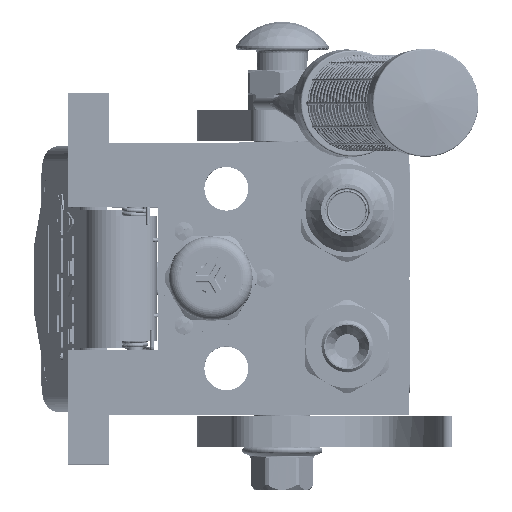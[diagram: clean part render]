
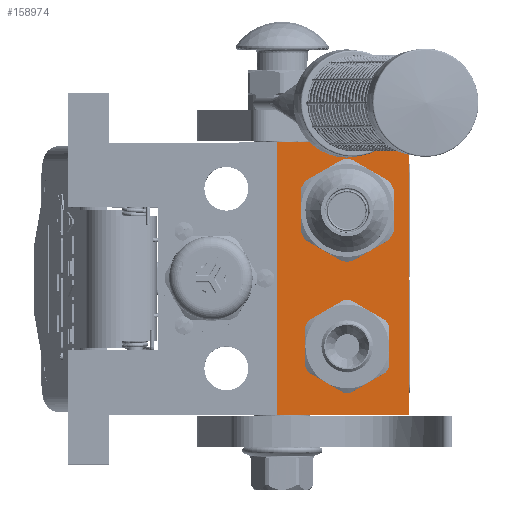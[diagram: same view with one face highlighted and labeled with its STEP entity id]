
A CAD part, top view. The second image highlights one B-rep face of the part: STEP entity #158974.
In plain terms, the highlighted face is planar.
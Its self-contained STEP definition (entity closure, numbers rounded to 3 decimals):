
#3478 = EDGE_CURVE ( 'NONE', #228911, #4672, #48405, .T. ) ;
#4672 = VERTEX_POINT ( 'NONE', #137728 ) ;
#14488 = VERTEX_POINT ( 'NONE', #168446 ) ;
#16235 = VECTOR ( 'NONE', #216696, 1000. ) ;
#17302 = DIRECTION ( 'NONE',  ( 0., -1., 0. ) ) ;
#18769 = VERTEX_POINT ( 'NONE', #159854 ) ;
#19582 = DIRECTION ( 'NONE',  ( 0., 0., -1. ) ) ;
#23492 = CARTESIAN_POINT ( 'NONE',  ( 22., 8.9, -20. ) ) ;
#24041 = EDGE_CURVE ( 'NONE', #95709, #4672, #120550, .T. ) ;
#25440 = CARTESIAN_POINT ( 'NONE',  ( -44., 8.9, 0. ) ) ;
#27601 = CARTESIAN_POINT ( 'NONE',  ( 0., 8.9, 0. ) ) ;
#27713 = CARTESIAN_POINT ( 'NONE',  ( 44., 8.9, 0. ) ) ;
#35484 = LINE ( 'NONE', #166538, #16235 ) ;
#36635 = CIRCLE ( 'NONE', #92170, 12.15 ) ;
#37646 = AXIS2_PLACEMENT_3D ( 'NONE', #71322, #17302, #19582 ) ;
#41758 = EDGE_LOOP ( 'NONE', ( #137048, #218592 ) ) ;
#48405 = LINE ( 'NONE', #27713, #172677 ) ;
#49756 = CIRCLE ( 'NONE', #37646, 12.15 ) ;
#51262 = CIRCLE ( 'NONE', #221321, 12.15 ) ;
#54202 = EDGE_CURVE ( 'NONE', #63260, #14488, #49756, .T. ) ;
#55164 = CARTESIAN_POINT ( 'NONE',  ( -44., 8.9, -42.5 ) ) ;
#63260 = VERTEX_POINT ( 'NONE', #163419 ) ;
#66434 = CARTESIAN_POINT ( 'NONE',  ( -22., 8.9, -20. ) ) ;
#70037 = VERTEX_POINT ( 'NONE', #157792 ) ;
#70738 = AXIS2_PLACEMENT_3D ( 'NONE', #27601, #96325, #151216 ) ;
#71322 = CARTESIAN_POINT ( 'NONE',  ( 22., 8.9, -20. ) ) ;
#74734 = DIRECTION ( 'NONE',  ( 0., -1., 0. ) ) ;
#83853 = EDGE_LOOP ( 'NONE', ( #115356, #159183 ) ) ;
#92170 = AXIS2_PLACEMENT_3D ( 'NONE', #23492, #110691, #215710 ) ;
#93294 = EDGE_CURVE ( 'NONE', #215826, #228911, #196913, .T. ) ;
#95709 = VERTEX_POINT ( 'NONE', #227409 ) ;
#96325 = DIRECTION ( 'NONE',  ( 0., -1., 0. ) ) ;
#100315 = DIRECTION ( 'NONE',  ( 0., -1., 0. ) ) ;
#110691 = DIRECTION ( 'NONE',  ( 0., -1., 0. ) ) ;
#113266 = EDGE_CURVE ( 'NONE', #14488, #63260, #36635, .T. ) ;
#115356 = ORIENTED_EDGE ( 'NONE', *, *, #145700, .F. ) ;
#120550 = LINE ( 'NONE', #55164, #178628 ) ;
#127199 = CARTESIAN_POINT ( 'NONE',  ( -22., 8.9, -20. ) ) ;
#130665 = CARTESIAN_POINT ( 'NONE',  ( 44., 8.9, 0. ) ) ;
#132744 = DIRECTION ( 'NONE',  ( 0., 0., -1. ) ) ;
#134216 = PLANE ( 'NONE',  #70738 ) ;
#134333 = CIRCLE ( 'NONE', #158983, 12.15 ) ;
#135067 = ORIENTED_EDGE ( 'NONE', *, *, #171435, .T. ) ;
#137048 = ORIENTED_EDGE ( 'NONE', *, *, #54202, .F. ) ;
#137728 = CARTESIAN_POINT ( 'NONE',  ( 44., 8.9, -42.5 ) ) ;
#138245 = DIRECTION ( 'NONE',  ( 1., 0., 0. ) ) ;
#143288 = DIRECTION ( 'NONE',  ( 1., 0., 0. ) ) ;
#145700 = EDGE_CURVE ( 'NONE', #70037, #18769, #134333, .T. ) ;
#150022 = VECTOR ( 'NONE', #138245, 1000. ) ;
#151216 = DIRECTION ( 'NONE',  ( 1., 0., 0. ) ) ;
#154455 = DIRECTION ( 'NONE',  ( 0., 0., 1. ) ) ;
#157792 = CARTESIAN_POINT ( 'NONE',  ( -22., 8.9, -32.15 ) ) ;
#158974 = ADVANCED_FACE ( 'NONE', ( #216261, #163788, #174990 ), #134216, .T. ) ;
#158983 = AXIS2_PLACEMENT_3D ( 'NONE', #127199, #74734, #181992 ) ;
#159183 = ORIENTED_EDGE ( 'NONE', *, *, #184854, .F. ) ;
#159854 = CARTESIAN_POINT ( 'NONE',  ( -22., 8.9, -7.85 ) ) ;
#163419 = CARTESIAN_POINT ( 'NONE',  ( 22., 8.9, -32.15 ) ) ;
#163788 = FACE_BOUND ( 'NONE', #83853, .T. ) ;
#166538 = CARTESIAN_POINT ( 'NONE',  ( -44., 8.9, 0. ) ) ;
#168446 = CARTESIAN_POINT ( 'NONE',  ( 22., 8.9, -7.85 ) ) ;
#171435 = EDGE_CURVE ( 'NONE', #215826, #95709, #35484, .T. ) ;
#172677 = VECTOR ( 'NONE', #132744, 1000. ) ;
#174990 = FACE_OUTER_BOUND ( 'NONE', #183881, .T. ) ;
#178628 = VECTOR ( 'NONE', #143288, 1000. ) ;
#181992 = DIRECTION ( 'NONE',  ( 0., 0., -1. ) ) ;
#183881 = EDGE_LOOP ( 'NONE', ( #135067, #228877, #185827, #196479 ) ) ;
#184854 = EDGE_CURVE ( 'NONE', #18769, #70037, #51262, .T. ) ;
#185827 = ORIENTED_EDGE ( 'NONE', *, *, #3478, .F. ) ;
#196479 = ORIENTED_EDGE ( 'NONE', *, *, #93294, .F. ) ;
#196913 = LINE ( 'NONE', #211432, #150022 ) ;
#211432 = CARTESIAN_POINT ( 'NONE',  ( -44., 8.9, 0. ) ) ;
#215710 = DIRECTION ( 'NONE',  ( 0., 0., 1. ) ) ;
#215826 = VERTEX_POINT ( 'NONE', #25440 ) ;
#216261 = FACE_BOUND ( 'NONE', #41758, .T. ) ;
#216696 = DIRECTION ( 'NONE',  ( 0., 0., -1. ) ) ;
#218592 = ORIENTED_EDGE ( 'NONE', *, *, #113266, .F. ) ;
#221321 = AXIS2_PLACEMENT_3D ( 'NONE', #66434, #100315, #154455 ) ;
#227409 = CARTESIAN_POINT ( 'NONE',  ( -44., 8.9, -42.5 ) ) ;
#228877 = ORIENTED_EDGE ( 'NONE', *, *, #24041, .T. ) ;
#228911 = VERTEX_POINT ( 'NONE', #130665 ) ;
